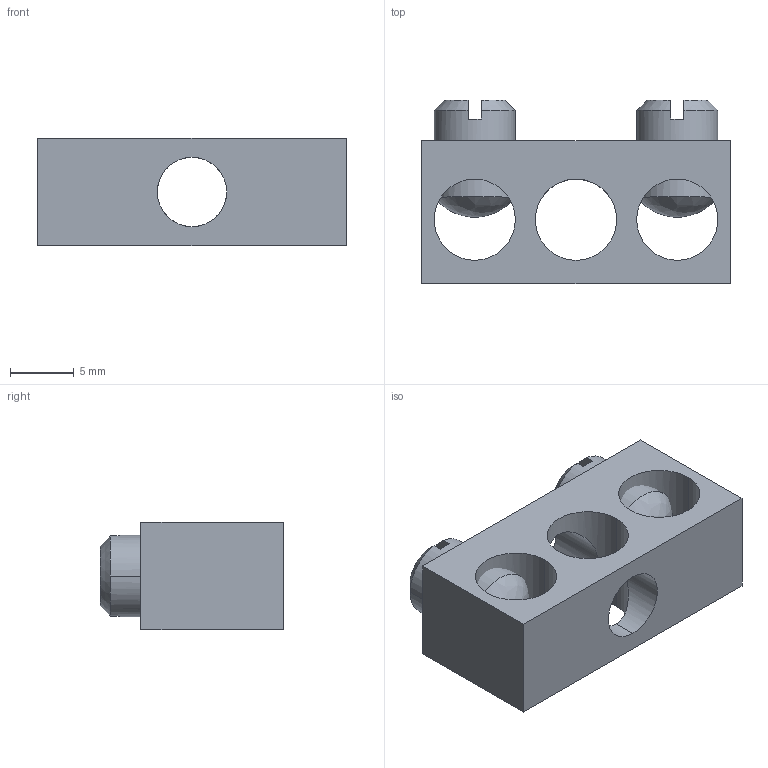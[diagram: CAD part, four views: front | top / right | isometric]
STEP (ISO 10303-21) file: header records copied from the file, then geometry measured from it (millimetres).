
FILE_DESCRIPTION (( 'STEP AP203' ), '1' );
FILE_NAME ('NA-401-1.step', '2023-11-15T15:13:57', ( '' ), ( '' ), 'SwSTEP 2.0', 'SolidWorks 2023', '' );
FILE_SCHEMA (( 'CONFIG_CONTROL_DESIGN' ));
Length unit declared in the file: inch
Products named in the file (1): NA-401-1
Bounding box: 24.13 x 14.35 x 8.4 mm (x, y, z)
Volume: 1689.6 mm3; surface area: 1938.5 mm2
Topology: 3 solids, 3 shells, 52 faces, 120 edges, 78 vertices
Faces by surface type: cylinder 22, plane 20, cone 6, bspline 4
Entity records: 1939 total; most frequent: CARTESIAN_POINT 659, DIRECTION 246, ORIENTED_EDGE 240, EDGE_CURVE 120, AXIS2_PLACEMENT_3D 97, VERTEX_POINT 78, EDGE_LOOP 70, FACE_OUTER_BOUND 52
